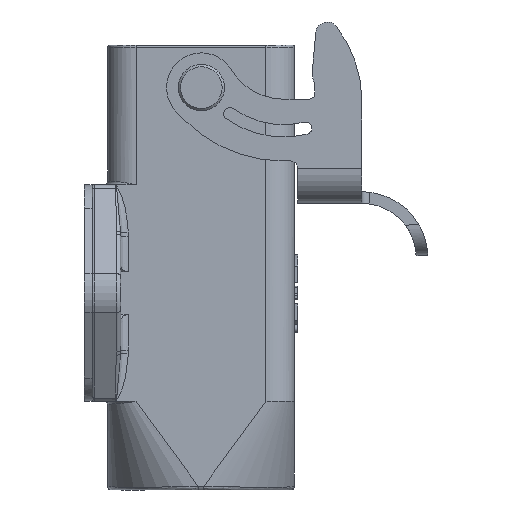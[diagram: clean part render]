
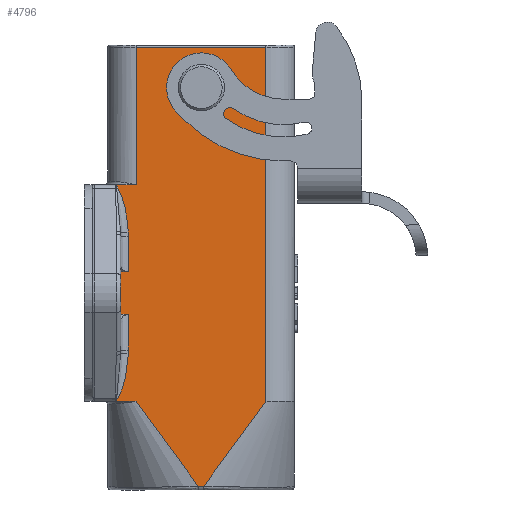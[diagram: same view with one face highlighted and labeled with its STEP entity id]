
A CAD part, left-side view. The second image highlights one B-rep face of the part: STEP entity #4796.
In plain terms, the highlighted planar face has unit normal (-1, 0, 0).
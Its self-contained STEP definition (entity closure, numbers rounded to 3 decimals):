
#2721=B_SPLINE_CURVE_WITH_KNOTS('',3,(#12946,#12947,#12948,#12949),
 .UNSPECIFIED.,.F.,.F.,(4,4),(0.,1.),.UNSPECIFIED.);
#2729=B_SPLINE_CURVE_WITH_KNOTS('',3,(#13045,#13046,#13047,#13048,#13049),
 .UNSPECIFIED.,.F.,.F.,(4,1,4),(0.,0.5,1.),.UNSPECIFIED.);
#2731=B_SPLINE_CURVE_WITH_KNOTS('',3,(#13075,#13076,#13077,#13078,#13079,
#13080,#13081,#13082,#13083),.UNSPECIFIED.,.F.,.F.,(4,1,1,1,1,1,4),(0.,
0.14,0.271,0.397,0.52,
0.76,1.),.UNSPECIFIED.);
#2738=B_SPLINE_CURVE_WITH_KNOTS('',3,(#13303,#13304,#13305,#13306,#13307,
#13308,#13309,#13310,#13311),.UNSPECIFIED.,.F.,.F.,(4,1,2,2,4),(0.,0.25,
0.375,0.5,1.),.UNSPECIFIED.);
#2781=B_SPLINE_CURVE_WITH_KNOTS('',3,(#14582,#14583,#14584,#14585,#14586,
#14587,#14588,#14589,#14590,#14591,#14592,#14593),.UNSPECIFIED.,.F.,.F.,
(4,1,1,2,2,2,4),(0.,0.125,0.188,0.219,
0.25,0.5,1.),.UNSPECIFIED.);
#2837=B_SPLINE_CURVE_WITH_KNOTS('',3,(#17003,#17004,#17005,#17006),
 .UNSPECIFIED.,.F.,.F.,(4,4),(0.,1.),.UNSPECIFIED.);
#2838=B_SPLINE_CURVE_WITH_KNOTS('',3,(#17008,#17009,#17010,#17011,#17012),
 .UNSPECIFIED.,.F.,.F.,(4,1,4),(0.,0.5,1.),.UNSPECIFIED.);
#2839=B_SPLINE_CURVE_WITH_KNOTS('',3,(#17014,#17015,#17016,#17017,#17018,
#17019,#17020,#17021,#17022),.UNSPECIFIED.,.F.,.F.,(4,1,1,1,1,1,4),(0.,
0.24,0.48,0.603,0.729,
0.86,1.),.UNSPECIFIED.);
#2993=PLANE('',#10429);
#3511=LINE('',#12971,#4069);
#3512=LINE('',#12976,#4070);
#3521=LINE('',#13269,#4079);
#3533=LINE('',#14706,#4091);
#3799=LINE('',#16771,#4357);
#3800=LINE('',#16860,#4358);
#3801=LINE('',#16883,#4359);
#3802=LINE('',#16996,#4360);
#3803=LINE('',#17000,#4361);
#3804=LINE('',#17001,#4362);
#3805=LINE('',#17024,#4363);
#4069=VECTOR('',#10910,1.);
#4070=VECTOR('',#10915,1.);
#4079=VECTOR('',#10950,1.);
#4091=VECTOR('',#11030,1.);
#4357=VECTOR('',#11696,1.);
#4358=VECTOR('',#11699,1.);
#4359=VECTOR('',#11702,1.);
#4360=VECTOR('',#11727,1.);
#4361=VECTOR('',#11732,1.);
#4362=VECTOR('',#11733,1.);
#4363=VECTOR('',#11734,1.);
#4796=ADVANCED_FACE('',(#5150,#5151),#2993,.T.);
#5150=FACE_BOUND('',#5498,.T.);
#5151=FACE_BOUND('',#5499,.T.);
#5498=EDGE_LOOP('',(#6893));
#5499=EDGE_LOOP('',(#6894,#6895,#6896,#6897,#6898,#6899,#6900,#6901,#6902,
#6903,#6904,#6905,#6906,#6907,#6908,#6909,#6910,#6911,#6912));
#6893=ORIENTED_EDGE('',*,*,#9023,.F.);
#6894=ORIENTED_EDGE('',*,*,#9022,.T.);
#6895=ORIENTED_EDGE('',*,*,#8539,.T.);
#6896=ORIENTED_EDGE('',*,*,#8542,.T.);
#6897=ORIENTED_EDGE('',*,*,#9024,.T.);
#6898=ORIENTED_EDGE('',*,*,#8520,.T.);
#6899=ORIENTED_EDGE('',*,*,#8518,.T.);
#6900=ORIENTED_EDGE('',*,*,#8502,.T.);
#6901=ORIENTED_EDGE('',*,*,#8506,.T.);
#6902=ORIENTED_EDGE('',*,*,#8508,.T.);
#6903=ORIENTED_EDGE('',*,*,#9025,.T.);
#6904=ORIENTED_EDGE('',*,*,#9026,.T.);
#6905=ORIENTED_EDGE('',*,*,#9027,.T.);
#6906=ORIENTED_EDGE('',*,*,#9028,.T.);
#6907=ORIENTED_EDGE('',*,*,#9029,.T.);
#6908=ORIENTED_EDGE('',*,*,#8620,.T.);
#6909=ORIENTED_EDGE('',*,*,#8622,.T.);
#6910=ORIENTED_EDGE('',*,*,#9008,.T.);
#6911=ORIENTED_EDGE('',*,*,#9011,.T.);
#6912=ORIENTED_EDGE('',*,*,#9013,.T.);
#7851=VERTEX_POINT('',#12945);
#7852=VERTEX_POINT('',#12950);
#7854=VERTEX_POINT('',#12970);
#7856=VERTEX_POINT('',#12975);
#7862=VERTEX_POINT('',#13044);
#7863=VERTEX_POINT('',#13074);
#7877=VERTEX_POINT('',#13233);
#7878=VERTEX_POINT('',#13268);
#7880=VERTEX_POINT('',#13302);
#7931=VERTEX_POINT('',#14581);
#7932=VERTEX_POINT('',#14594);
#7933=VERTEX_POINT('',#14707);
#8153=VERTEX_POINT('',#16770);
#8154=VERTEX_POINT('',#16859);
#8155=VERTEX_POINT('',#16882);
#8156=VERTEX_POINT('',#16999);
#8157=VERTEX_POINT('',#17002);
#8158=VERTEX_POINT('',#17007);
#8159=VERTEX_POINT('',#17013);
#8160=VERTEX_POINT('',#17023);
#8502=EDGE_CURVE('',#7852,#7851,#2721,.T.);
#8506=EDGE_CURVE('',#7851,#7854,#3511,.T.);
#8508=EDGE_CURVE('',#7854,#7856,#3512,.T.);
#8518=EDGE_CURVE('',#7862,#7852,#2729,.T.);
#8520=EDGE_CURVE('',#7863,#7862,#2731,.T.);
#8539=EDGE_CURVE('',#7877,#7878,#3521,.T.);
#8542=EDGE_CURVE('',#7878,#7880,#2738,.T.);
#8620=EDGE_CURVE('',#7932,#7931,#2781,.T.);
#8622=EDGE_CURVE('',#7931,#7933,#3533,.T.);
#9008=EDGE_CURVE('',#7933,#8153,#3799,.T.);
#9011=EDGE_CURVE('',#8153,#8154,#3800,.T.);
#9013=EDGE_CURVE('',#8154,#8155,#3801,.T.);
#9022=EDGE_CURVE('',#8155,#7877,#3802,.T.);
#9023=EDGE_CURVE('',#8156,#8156,#9510,.T.);
#9024=EDGE_CURVE('',#7880,#7863,#3803,.T.);
#9025=EDGE_CURVE('',#7856,#8157,#3804,.T.);
#9026=EDGE_CURVE('',#8157,#8158,#2837,.T.);
#9027=EDGE_CURVE('',#8158,#8159,#2838,.T.);
#9028=EDGE_CURVE('',#8159,#8160,#2839,.T.);
#9029=EDGE_CURVE('',#8160,#7932,#3805,.T.);
#9510=CIRCLE('',#10428,2.);
#10428=AXIS2_PLACEMENT_3D('',#16998,#11730,#11731);
#10429=AXIS2_PLACEMENT_3D('',#17025,#11735,#11736);
#10910=DIRECTION('',(0.,1.,0.));
#10915=DIRECTION('',(0.,0.,-1.));
#10950=DIRECTION('',(0.,0.,-1.));
#11030=DIRECTION('',(0.,-0.59,-0.808));
#11696=DIRECTION('',(0.,-1.,0.));
#11699=DIRECTION('',(0.,-0.59,0.808));
#11702=DIRECTION('',(0.,0.,1.));
#11727=DIRECTION('',(0.,1.,0.));
#11730=DIRECTION('',(-1.,0.,0.));
#11731=DIRECTION('',(0.,0.,-1.));
#11732=DIRECTION('',(0.,1.,0.));
#11733=DIRECTION('',(0.,-1.,0.));
#11734=DIRECTION('',(0.,-1.,0.));
#11735=DIRECTION('',(-1.,0.,0.));
#11736=DIRECTION('',(0.,0.,-1.));
#12945=CARTESIAN_POINT('',(-12.1,9.4,-18.545));
#12946=CARTESIAN_POINT('',(-12.1,9.4,-13.918));
#12947=CARTESIAN_POINT('',(-12.1,9.4,-15.461));
#12948=CARTESIAN_POINT('',(-12.1,9.4,-17.003));
#12949=CARTESIAN_POINT('',(-12.1,9.4,-18.545));
#12950=CARTESIAN_POINT('',(-12.1,9.4,-13.918));
#12970=CARTESIAN_POINT('',(-12.1,10.4,-18.545));
#12971=CARTESIAN_POINT('',(-12.1,9.4,-18.545));
#12975=CARTESIAN_POINT('',(-12.1,10.4,-24.055));
#12976=CARTESIAN_POINT('',(-12.1,10.4,-18.545));
#13044=CARTESIAN_POINT('',(-12.1,9.423,-13.395));
#13045=CARTESIAN_POINT('',(-12.1,9.423,-13.395));
#13046=CARTESIAN_POINT('',(-12.1,9.415,-13.482));
#13047=CARTESIAN_POINT('',(-12.1,9.404,-13.657));
#13048=CARTESIAN_POINT('',(-12.1,9.4,-13.831));
#13049=CARTESIAN_POINT('',(-12.1,9.4,-13.918));
#13074=CARTESIAN_POINT('',(-12.1,10.96,-7.3));
#13075=CARTESIAN_POINT('',(-12.1,10.96,-7.3));
#13076=CARTESIAN_POINT('',(-12.1,10.818,-7.538));
#13077=CARTESIAN_POINT('',(-12.1,10.561,-8.02));
#13078=CARTESIAN_POINT('',(-12.1,10.243,-8.778));
#13079=CARTESIAN_POINT('',(-12.1,9.997,-9.541));
#13080=CARTESIAN_POINT('',(-12.1,9.75,-10.558));
#13081=CARTESIAN_POINT('',(-12.1,9.558,-11.847));
#13082=CARTESIAN_POINT('',(-12.1,9.468,-12.88));
#13083=CARTESIAN_POINT('',(-12.1,9.423,-13.395));
#13233=CARTESIAN_POINT('',(-12.1,8.4,10.55));
#13268=CARTESIAN_POINT('',(-12.1,8.4,-7.3));
#13269=CARTESIAN_POINT('',(-12.1,8.4,10.55));
#13302=CARTESIAN_POINT('',(-12.1,9.873,-7.3));
#13303=CARTESIAN_POINT('',(-12.1,8.4,-7.3));
#13304=CARTESIAN_POINT('',(-12.1,8.484,-7.287));
#13305=CARTESIAN_POINT('',(-12.1,8.639,-7.274));
#13306=CARTESIAN_POINT('',(-12.1,8.837,-7.271));
#13307=CARTESIAN_POINT('',(-12.1,8.979,-7.271));
#13308=CARTESIAN_POINT('',(-12.1,9.075,-7.272));
#13309=CARTESIAN_POINT('',(-12.1,9.382,-7.28));
#13310=CARTESIAN_POINT('',(-12.1,9.627,-7.289));
#13311=CARTESIAN_POINT('',(-12.1,9.873,-7.3));
#14581=CARTESIAN_POINT('',(-12.1,8.4,-35.3));
#14582=CARTESIAN_POINT('',(-12.1,9.653,-35.3));
#14583=CARTESIAN_POINT('',(-12.1,9.631,-35.3));
#14584=CARTESIAN_POINT('',(-12.1,9.576,-35.301));
#14585=CARTESIAN_POINT('',(-12.1,9.471,-35.305));
#14586=CARTESIAN_POINT('',(-12.1,9.418,-35.307));
#14587=CARTESIAN_POINT('',(-12.1,9.38,-35.308));
#14588=CARTESIAN_POINT('',(-12.1,9.345,-35.31));
#14589=CARTESIAN_POINT('',(-12.1,9.292,-35.312));
#14590=CARTESIAN_POINT('',(-12.1,9.172,-35.315));
#14591=CARTESIAN_POINT('',(-12.1,8.734,-35.324));
#14592=CARTESIAN_POINT('',(-12.1,8.526,-35.318));
#14593=CARTESIAN_POINT('',(-12.1,8.4,-35.3));
#14594=CARTESIAN_POINT('',(-12.1,9.653,-35.3));
#14706=CARTESIAN_POINT('',(-12.1,8.4,-35.3));
#14707=CARTESIAN_POINT('',(-12.1,0.365,-46.3));
#16770=CARTESIAN_POINT('',(-12.1,-0.365,-46.3));
#16771=CARTESIAN_POINT('',(-12.1,0.365,-46.3));
#16859=CARTESIAN_POINT('',(-12.1,-8.4,-35.3));
#16860=CARTESIAN_POINT('',(-12.1,-0.365,-46.3));
#16882=CARTESIAN_POINT('',(-12.1,-8.4,10.55));
#16883=CARTESIAN_POINT('',(-12.1,-8.4,-35.3));
#16996=CARTESIAN_POINT('',(-12.1,-8.4,10.55));
#16998=CARTESIAN_POINT('',(-12.1,-0.04,5.3));
#16999=CARTESIAN_POINT('',(-12.1,-0.04,3.3));
#17000=CARTESIAN_POINT('',(-12.1,9.873,-7.3));
#17001=CARTESIAN_POINT('',(-12.1,10.4,-24.055));
#17002=CARTESIAN_POINT('',(-12.1,9.4,-24.055));
#17003=CARTESIAN_POINT('',(-12.1,9.4,-24.055));
#17004=CARTESIAN_POINT('',(-12.1,9.4,-25.597));
#17005=CARTESIAN_POINT('',(-12.1,9.4,-27.139));
#17006=CARTESIAN_POINT('',(-12.1,9.4,-28.682));
#17007=CARTESIAN_POINT('',(-12.1,9.4,-28.682));
#17008=CARTESIAN_POINT('',(-12.1,9.4,-28.682));
#17009=CARTESIAN_POINT('',(-12.1,9.4,-28.769));
#17010=CARTESIAN_POINT('',(-12.1,9.404,-28.943));
#17011=CARTESIAN_POINT('',(-12.1,9.415,-29.118));
#17012=CARTESIAN_POINT('',(-12.1,9.423,-29.205));
#17013=CARTESIAN_POINT('',(-12.1,9.423,-29.205));
#17014=CARTESIAN_POINT('',(-12.1,9.423,-29.205));
#17015=CARTESIAN_POINT('',(-12.1,9.468,-29.72));
#17016=CARTESIAN_POINT('',(-12.1,9.558,-30.753));
#17017=CARTESIAN_POINT('',(-12.1,9.75,-32.042));
#17018=CARTESIAN_POINT('',(-12.1,9.997,-33.059));
#17019=CARTESIAN_POINT('',(-12.1,10.243,-33.822));
#17020=CARTESIAN_POINT('',(-12.1,10.561,-34.58));
#17021=CARTESIAN_POINT('',(-12.1,10.818,-35.062));
#17022=CARTESIAN_POINT('',(-12.1,10.96,-35.3));
#17023=CARTESIAN_POINT('',(-12.1,10.96,-35.3));
#17024=CARTESIAN_POINT('',(-12.1,10.96,-35.3));
#17025=CARTESIAN_POINT('',(-12.1,14.4,11.2));
